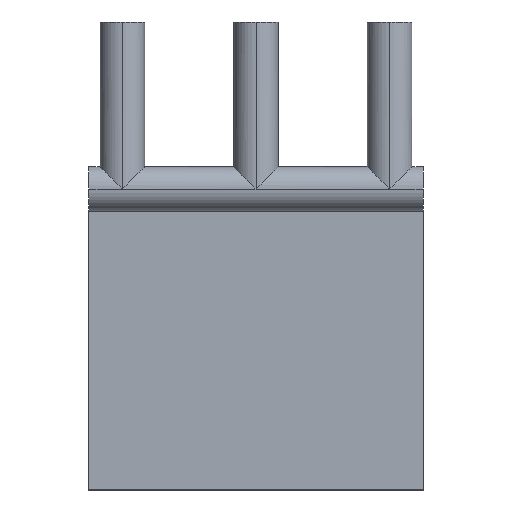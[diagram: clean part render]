
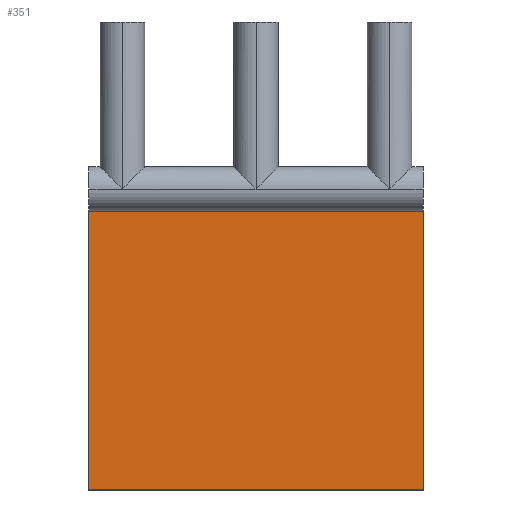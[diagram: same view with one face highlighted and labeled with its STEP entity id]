
A CAD part, top view. The second image highlights one B-rep face of the part: STEP entity #351.
In plain terms, the highlighted planar face has unit normal (0, 0, 1).
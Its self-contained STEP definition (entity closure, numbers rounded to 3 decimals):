
#1 = ORIENTED_EDGE ( 'NONE', *, *, #433, .T. ) ;
#47 = DIRECTION ( 'NONE',  ( 0., 0., -1. ) ) ;
#60 = LINE ( 'NONE', #673, #202 ) ;
#63 = VERTEX_POINT ( 'NONE', #736 ) ;
#99 = LINE ( 'NONE', #445, #126 ) ;
#105 = EDGE_LOOP ( 'NONE', ( #228, #415, #434, #1 ) ) ;
#120 = AXIS2_PLACEMENT_3D ( 'NONE', #366, #47, #215 ) ;
#126 = VECTOR ( 'NONE', #342, 1000. ) ;
#127 = CARTESIAN_POINT ( 'NONE',  ( 300., -125., 75. ) ) ;
#134 = VERTEX_POINT ( 'NONE', #165 ) ;
#154 = CARTESIAN_POINT ( 'NONE',  ( 300., 125., 75. ) ) ;
#155 = PLANE ( 'NONE',  #120 ) ;
#165 = CARTESIAN_POINT ( 'NONE',  ( 0., 125., 75. ) ) ;
#201 = LINE ( 'NONE', #127, #354 ) ;
#202 = VECTOR ( 'NONE', #411, 1000. ) ;
#215 = DIRECTION ( 'NONE',  ( -1., 0., 0. ) ) ;
#228 = ORIENTED_EDGE ( 'NONE', *, *, #608, .T. ) ;
#240 = EDGE_CURVE ( 'NONE', #679, #63, #99, .T. ) ;
#262 = VERTEX_POINT ( 'NONE', #390 ) ;
#288 = FACE_OUTER_BOUND ( 'NONE', #105, .T. ) ;
#331 = LINE ( 'NONE', #724, #588 ) ;
#342 = DIRECTION ( 'NONE',  ( 0., -1., 0. ) ) ;
#351 = ADVANCED_FACE ( 'NONE', ( #288 ), #155, .F. ) ;
#354 = VECTOR ( 'NONE', #508, 1000. ) ;
#366 = CARTESIAN_POINT ( 'NONE',  ( 300., -125., 75. ) ) ;
#390 = CARTESIAN_POINT ( 'NONE',  ( 0., -125., 75. ) ) ;
#411 = DIRECTION ( 'NONE',  ( -1., 0., 0. ) ) ;
#415 = ORIENTED_EDGE ( 'NONE', *, *, #717, .F. ) ;
#418 = DIRECTION ( 'NONE',  ( 0., -1., 0. ) ) ;
#433 = EDGE_CURVE ( 'NONE', #679, #134, #60, .T. ) ;
#434 = ORIENTED_EDGE ( 'NONE', *, *, #240, .F. ) ;
#445 = CARTESIAN_POINT ( 'NONE',  ( 300., -125., 75. ) ) ;
#508 = DIRECTION ( 'NONE',  ( -1., 0., 0. ) ) ;
#588 = VECTOR ( 'NONE', #418, 1000. ) ;
#608 = EDGE_CURVE ( 'NONE', #134, #262, #331, .T. ) ;
#673 = CARTESIAN_POINT ( 'NONE',  ( 300., 125., 75. ) ) ;
#679 = VERTEX_POINT ( 'NONE', #154 ) ;
#717 = EDGE_CURVE ( 'NONE', #63, #262, #201, .T. ) ;
#724 = CARTESIAN_POINT ( 'NONE',  ( 0., -125., 75. ) ) ;
#736 = CARTESIAN_POINT ( 'NONE',  ( 300., -125., 75. ) ) ;
